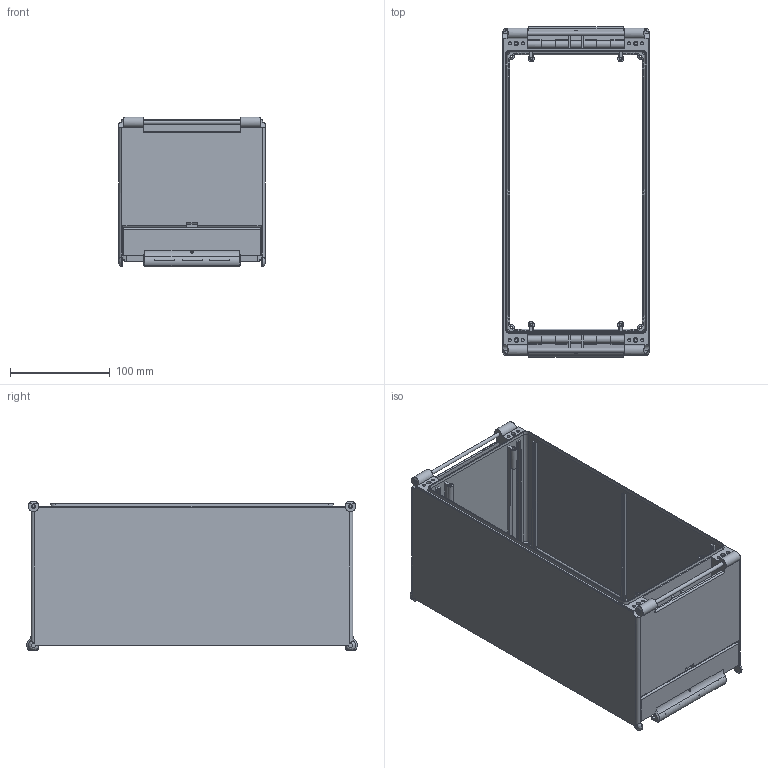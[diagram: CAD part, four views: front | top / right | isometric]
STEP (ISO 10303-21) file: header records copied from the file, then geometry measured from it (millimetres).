
FILE_DESCRIPTION(/* description */ (''),/* implementation_level */ '2;1');
FILE_NAME(/* name */ '79002400_BC 7000 -1,5.stp',/* time_stamp */ '2022-06-23T11:27:38+02:00',/* author */ ('watermann'),/* organization */ (''),/* preprocessor_version */ 'ST-DEVELOPER v18.1',/* originating_system */ 'Autodesk Inventor 2022',/* authorisation */ '');
FILE_SCHEMA (('AUTOMOTIVE_DESIGN { 1 0 10303 214 3 1 1 }'));
Length unit declared in the file: millimetre
Products named in the file (6): 79002400_BC 7000 -1,5; Bauteil36; Bauteil17; Bauteil15; Bauteil16; Bauteil20
Assembly tree (11 placements, depth 2):
  79002400_BC 7000 -1,5
    Bauteil36
    Bauteil15  x2
    Bauteil16  x4
    Bauteil17  x2
    Bauteil20  x2
Bounding box: 146.7 x 331.97 x 150.51 mm (x, y, z)
Volume: 768921.3 mm3; surface area: 456759.8 mm2
Topology: 12 solids, 12 shells, 1264 faces, 3585 edges, 2360 vertices
Faces by surface type: plane 806, cylinder 386, cone 44, bspline 20, torus 8
Full cylindrical faces by diameter (mm): 2 x4, 2.1 x20, 2.4 x12, 2.5 x4, 3 x8, 3.1 x4, 3.2 x8, 4 x4, 4.1 x4, 4.5 x4
Entity records: 34251 total; most frequent: CARTESIAN_POINT 6914, ORIENTED_EDGE 5766, DIRECTION 5632, EDGE_CURVE 2883, LINE 2038, VECTOR 2038, VERTEX_POINT 1895, AXIS2_PLACEMENT_3D 1797
